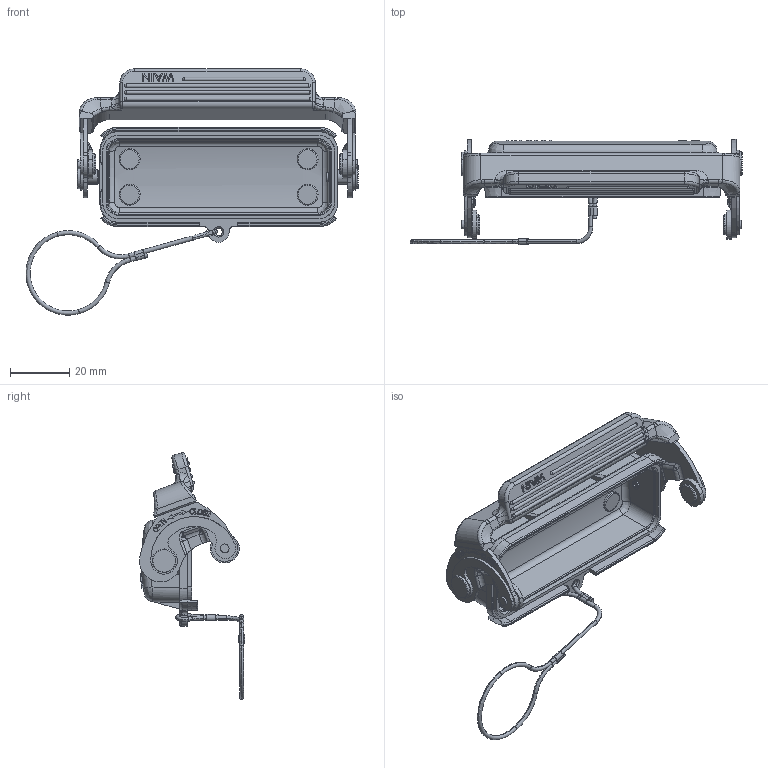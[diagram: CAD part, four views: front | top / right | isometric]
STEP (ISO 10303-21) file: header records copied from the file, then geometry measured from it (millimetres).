
FILE_DESCRIPTION((''),'2;1');
FILE_NAME('22','2024-01-27T',('11539'),(''),'PRO/ENGINEER BY PARAMETRIC TECHNOLOGY CORPORATION, 2012480','PRO/ENGINEER BY PARAMETRIC TECHNOLOGY CORPORATION, 2012480','');
FILE_SCHEMA(('CONFIG_CONTROL_DESIGN'));
Length unit declared in the file: inch
Products named in the file (1): 22
Bounding box: 111.93 x 35.44 x 83.06 mm (x, y, z)
Volume: 22626.7 mm3; surface area: 20624 mm2
Topology: 1 solids, 1 shells, 994 faces, 2616 edges, 1686 vertices
Faces by surface type: plane 422, cylinder 203, extrusion 156, bspline 96, torus 53, cone 45, sphere 19
Entity records: 38033 total; most frequent: CARTESIAN_POINT 14899, ORIENTED_EDGE 5196, DIRECTION 4035, EDGE_CURVE 2598, VERTEX_POINT 1686, VECTOR 1439, AXIS2_PLACEMENT_3D 1298, LINE 1283
